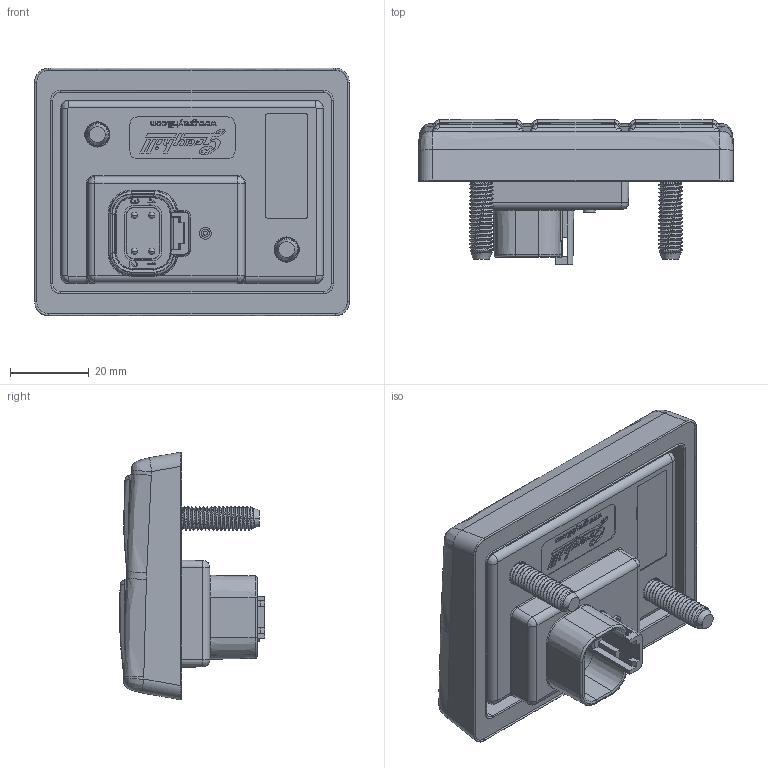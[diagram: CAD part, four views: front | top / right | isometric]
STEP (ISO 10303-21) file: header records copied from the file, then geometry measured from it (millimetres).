
FILE_DESCRIPTION((''),'2;1');
FILE_NAME('3K106-2R_SW01','2014-03-14T',('Administrator'),(''),'PRO/ENGINEER BY PARAMETRIC TECHNOLOGY CORPORATION, 2006200','PRO/ENGINEER BY PARAMETRIC TECHNOLOGY CORPORATION, 2006200','');
FILE_SCHEMA(('CONFIG_CONTROL_DESIGN'));
Products named in the file (1): 3K106-2R_SW01
Bounding box: 79.86 x 36.8 x 62.82 mm (x, y, z)
Volume: 58500 mm3; surface area: 31203.3 mm2
Topology: 1 solids, 5 shells, 1635 faces, 4501 edges, 2918 vertices
Faces by surface type: plane 1054, cylinder 275, bspline 155, cone 72, torus 45, extrusion 18, sphere 16
Entity records: 68697 total; most frequent: CARTESIAN_POINT 28433, ORIENTED_EDGE 8970, DIRECTION 7359, EDGE_CURVE 4485, VECTOR 3309, LINE 3291, VERTEX_POINT 2918, AXIS2_PLACEMENT_3D 2025
